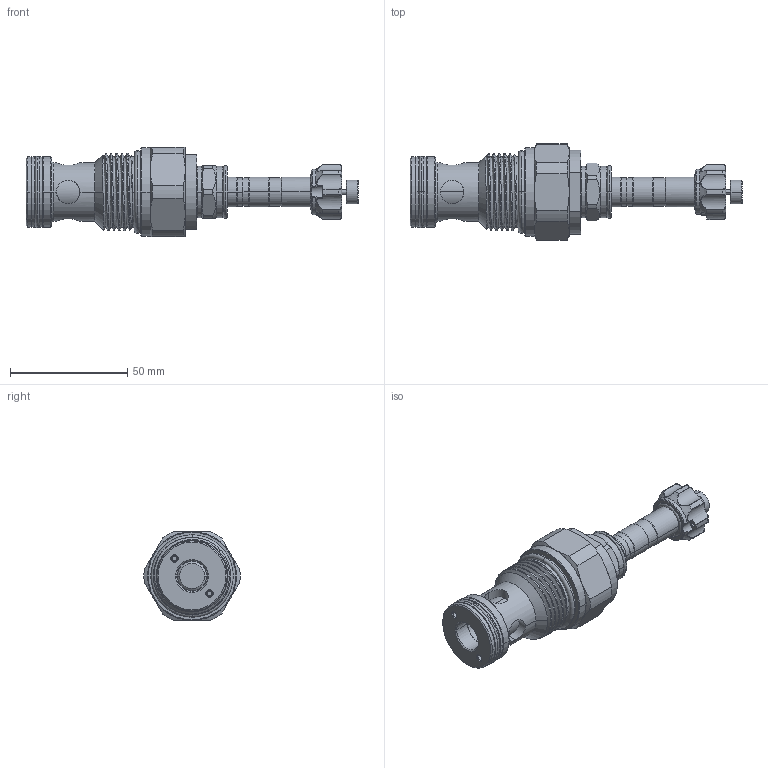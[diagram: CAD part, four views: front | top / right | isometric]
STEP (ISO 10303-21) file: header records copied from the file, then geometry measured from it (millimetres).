
FILE_DESCRIPTION (( 'STEP AP203' ), '1' );
FILE_NAME ('EP21E2A01P95.STEP', '2020-03-30T01:18:19', ( '' ), ( '' ), 'SwSTEP 2.0', 'SolidWorks 2018', '' );
FILE_SCHEMA (( 'CONFIG_CONTROL_DESIGN' ));
Length unit declared in the file: millimetre
Products named in the file (1): EP21E2A01P95
Bounding box: 141.75 x 41.08 x 38 mm (x, y, z)
Volume: 70927.6 mm3; surface area: 19441.5 mm2
Topology: 7 solids, 7 shells, 371 faces, 861 edges, 516 vertices
Faces by surface type: cylinder 161, cone 74, torus 55, plane 44, bspline 35, sphere 2
Entity records: 15757 total; most frequent: CARTESIAN_POINT 7490, DIRECTION 1748, ORIENTED_EDGE 1714, EDGE_CURVE 857, AXIS2_PLACEMENT_3D 755, VERTEX_POINT 516, CIRCLE 418, EDGE_LOOP 401
